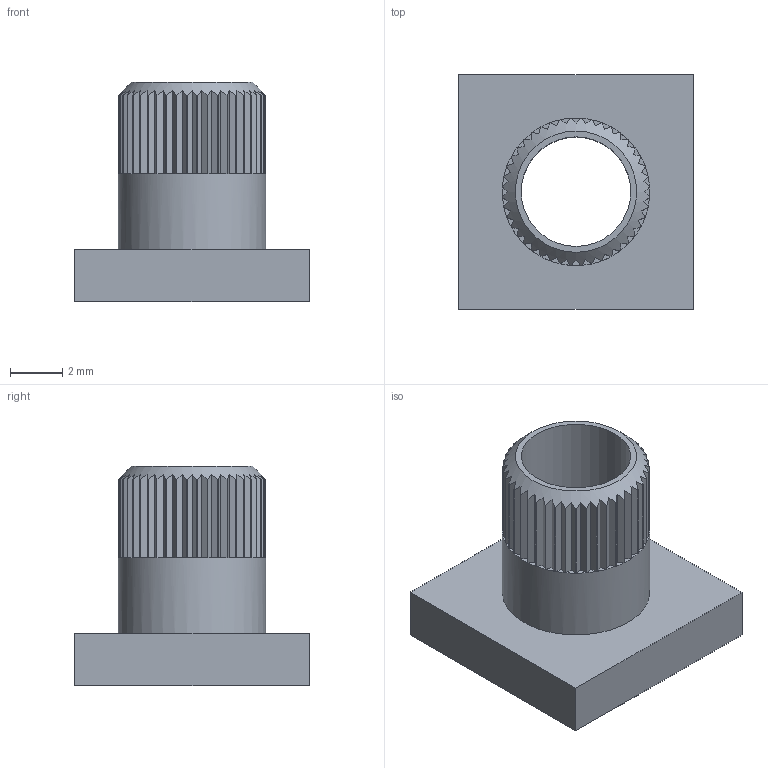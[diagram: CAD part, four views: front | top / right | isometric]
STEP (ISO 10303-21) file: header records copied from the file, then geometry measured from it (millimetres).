
FILE_DESCRIPTION (( 'STEP AP203' ), '1' );
FILE_NAME ('96576-A.STEP', '2014-06-18T05:49:13', ( 'Anwender' ), ( 'Microsoft' ), 'SwSTEP 2.0', 'SolidWorks 2011', '' );
FILE_SCHEMA (( 'CONFIG_CONTROL_DESIGN' ));
Length unit declared in the file: millimetre
Products named in the file (1): 96576-A
Bounding box: 9 x 9 x 8.4 mm (x, y, z)
Volume: 197.2 mm3; surface area: 444 mm2
Topology: 1 solids, 1 shells, 143 faces, 418 edges, 278 vertices
Faces by surface type: plane 139, cylinder 2, cone 2
Full cylindrical faces by diameter (mm): 4.2 x1, 5.65 x1
Entity records: 4869 total; most frequent: CARTESIAN_POINT 1098, ORIENTED_EDGE 826, DIRECTION 706, EDGE_CURVE 413, VERTEX_POINT 277, AXIS2_PLACEMENT_3D 237, LINE 232, VECTOR 232
